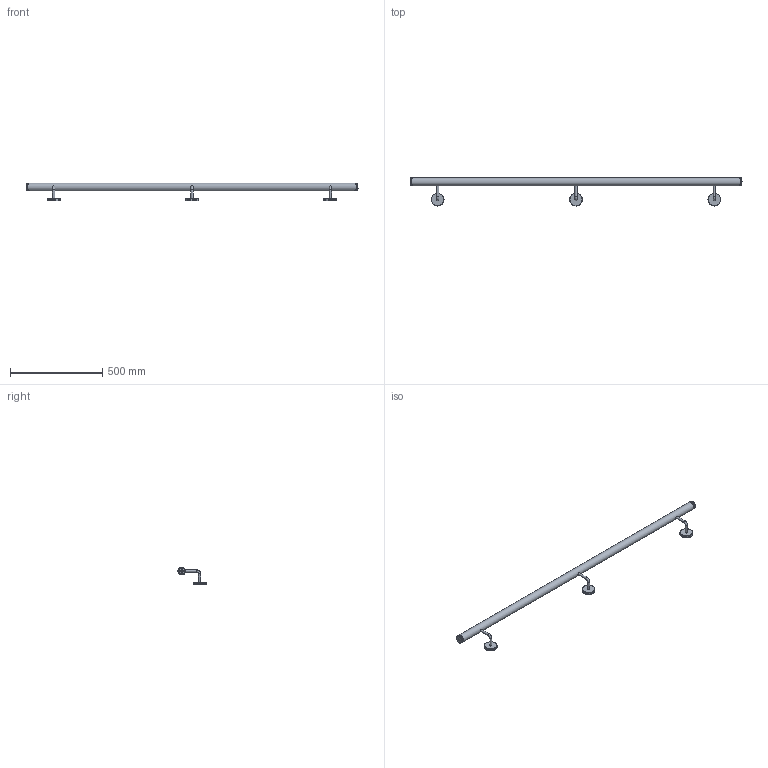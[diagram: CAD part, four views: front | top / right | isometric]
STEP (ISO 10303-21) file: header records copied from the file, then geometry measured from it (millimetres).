
FILE_DESCRIPTION (( 'STEP AP203' ), '1' );
FILE_NAME ('57503-240-S.STEP', '2021-11-26T08:45:45', ( '' ), ( '' ), 'SwSTEP 2.0', 'SolidWorks 2018', '' );
FILE_SCHEMA (( 'CONFIG_CONTROL_DESIGN' ));
Length unit declared in the file: millimetre
Products named in the file (15): 50310-240G; 57503-240-S Teil2; 57503-240-S Teil3; 57503-240-S Teil1; 50310-240G___; 57503-240-S
Assembly tree (9 placements, depth 2):
  50310-240G
  57503-240-S Teil2
  57503-240-S Teil1
  57503-240-S Teil1
  57503-240-S Teil3
Bounding box: 1799.16 x 152.4 x 96.2 mm (x, y, z)
Volume: 553214.3 mm3; surface area: 542608 mm2
Topology: 9 solids, 9 shells, 2181 faces, 5212 edges, 3138 vertices
Faces by surface type: plane 916, cone 502, cylinder 349, bspline 341, sphere 62, torus 11
Full cylindrical faces by diameter (mm): 7 x9, 12 x6, 12.2 x3, 34.6 x2, 37.5 x4, 38.4 x1, 42.4 x3, 68 x3, 70 x3
Entity records: 48912 total; most frequent: CARTESIAN_POINT 20800, ORIENTED_EDGE 5934, DIRECTION 4870, EDGE_CURVE 2967, AXIS2_PLACEMENT_3D 1855, VERTEX_POINT 1825, EDGE_LOOP 1332, FACE_OUTER_BOUND 1259
